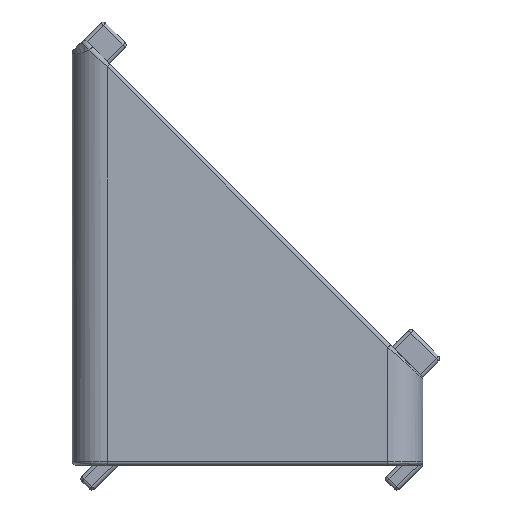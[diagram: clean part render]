
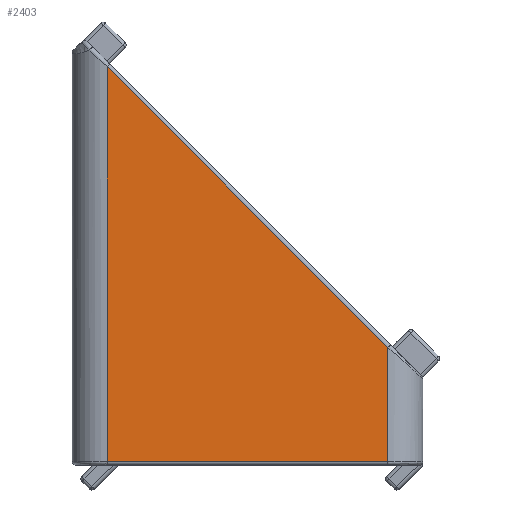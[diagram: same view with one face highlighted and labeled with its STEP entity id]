
A CAD part, left-side view. The second image highlights one B-rep face of the part: STEP entity #2403.
In plain terms, the highlighted planar face has unit normal (-1, 0, 0).
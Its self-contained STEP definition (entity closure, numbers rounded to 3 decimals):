
#236 = VECTOR ( 'NONE', #7182, 1000. ) ;
#252 = DIRECTION ( 'NONE',  ( 0., 0., 1. ) ) ;
#285 = CARTESIAN_POINT ( 'NONE',  ( -10., 8., 25. ) ) ;
#392 = ORIENTED_EDGE ( 'NONE', *, *, #6151, .F. ) ;
#763 = VERTEX_POINT ( 'NONE', #1327 ) ;
#1327 = CARTESIAN_POINT ( 'NONE',  ( -10., -8., 6.717 ) ) ;
#1583 = AXIS2_PLACEMENT_3D ( 'NONE', #3765, #3801, #3643 ) ;
#1701 = CARTESIAN_POINT ( 'NONE',  ( -10., 8., 22.717 ) ) ;
#2315 = DIRECTION ( 'NONE',  ( 0., -0.707, -0.707 ) ) ;
#2403 = ADVANCED_FACE ( 'NONE', ( #7123 ), #3670, .F. ) ;
#2441 = ORIENTED_EDGE ( 'NONE', *, *, #5088, .F. ) ;
#2954 = ORIENTED_EDGE ( 'NONE', *, *, #7625, .F. ) ;
#3508 = VERTEX_POINT ( 'NONE', #1701 ) ;
#3643 = DIRECTION ( 'NONE',  ( 0., 0., -1. ) ) ;
#3670 = PLANE ( 'NONE',  #1583 ) ;
#3765 = CARTESIAN_POINT ( 'NONE',  ( -10., 8., 25. ) ) ;
#3801 = DIRECTION ( 'NONE',  ( 1., 0., 0. ) ) ;
#4142 = LINE ( 'NONE', #6507, #5038 ) ;
#4572 = VERTEX_POINT ( 'NONE', #6688 ) ;
#4633 = LINE ( 'NONE', #7202, #236 ) ;
#4717 = EDGE_LOOP ( 'NONE', ( #2954, #392, #6650, #2441 ) ) ;
#5030 = LINE ( 'NONE', #285, #5320 ) ;
#5038 = VECTOR ( 'NONE', #2315, 1000. ) ;
#5088 = EDGE_CURVE ( 'NONE', #5218, #3508, #5030, .T. ) ;
#5120 = CARTESIAN_POINT ( 'NONE',  ( -10., -8., 25. ) ) ;
#5122 = DIRECTION ( 'NONE',  ( 0., 0., -1. ) ) ;
#5218 = VERTEX_POINT ( 'NONE', #6329 ) ;
#5320 = VECTOR ( 'NONE', #252, 1000. ) ;
#6151 = EDGE_CURVE ( 'NONE', #763, #4572, #7100, .T. ) ;
#6329 = CARTESIAN_POINT ( 'NONE',  ( -10., 8., 0.2 ) ) ;
#6507 = CARTESIAN_POINT ( 'NONE',  ( -10., 9.141, 23.859 ) ) ;
#6650 = ORIENTED_EDGE ( 'NONE', *, *, #7841, .F. ) ;
#6688 = CARTESIAN_POINT ( 'NONE',  ( -10., -8., 0.2 ) ) ;
#7100 = LINE ( 'NONE', #5120, #8109 ) ;
#7123 = FACE_OUTER_BOUND ( 'NONE', #4717, .T. ) ;
#7182 = DIRECTION ( 'NONE',  ( 0., 1., 0. ) ) ;
#7202 = CARTESIAN_POINT ( 'NONE',  ( -10., 8., 0.2 ) ) ;
#7625 = EDGE_CURVE ( 'NONE', #4572, #5218, #4633, .T. ) ;
#7841 = EDGE_CURVE ( 'NONE', #3508, #763, #4142, .T. ) ;
#8109 = VECTOR ( 'NONE', #5122, 1000. ) ;
